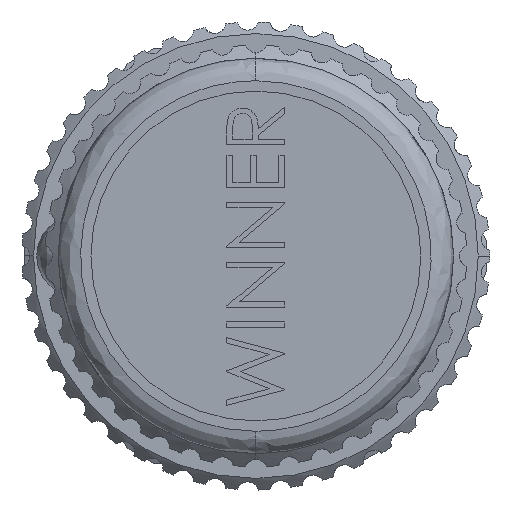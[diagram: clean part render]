
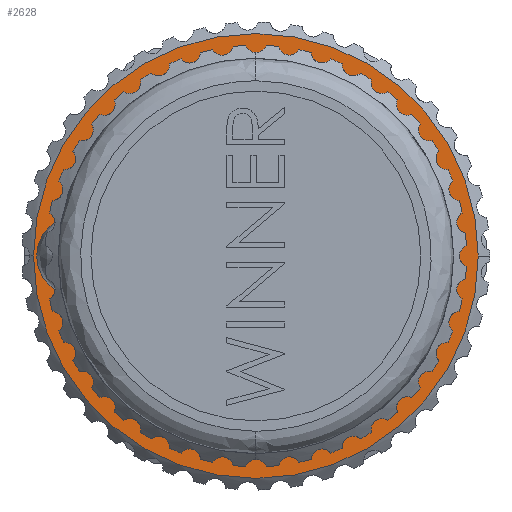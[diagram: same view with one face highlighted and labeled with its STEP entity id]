
A CAD part, left-side view. The second image highlights one B-rep face of the part: STEP entity #2628.
In plain terms, the highlighted planar face has unit normal (-1, 0, 0).
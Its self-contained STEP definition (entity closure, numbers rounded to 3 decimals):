
#2628 = ADVANCED_FACE ( 'NONE', ( #32314, #32316 ), #15104, .T. ) ;
#5226 = EDGE_LOOP ( 'NONE', ( #24710, #24479 ) ) ;
#5258 = EDGE_LOOP ( 'NONE', ( #23929, #24512 ) ) ;
#6367 = VERTEX_POINT ( 'NONE', #19641 ) ;
#6368 = VERTEX_POINT ( 'NONE', #19642 ) ;
#10021 = EDGE_CURVE ( 'NONE', #40259, #39533, #38300, .T. ) ;
#10150 = EDGE_CURVE ( 'NONE', #6368, #6367, #38428, .T. ) ;
#10261 = EDGE_CURVE ( 'NONE', #39533, #40259, #38554, .T. ) ;
#10363 = EDGE_CURVE ( 'NONE', #6367, #6368, #38653, .T. ) ;
#11048 = CARTESIAN_POINT ( 'NONE',  ( -7.52, 0., 0. ) ) ;
#11049 = DIRECTION ( 'NONE',  ( 1., 0., 0. ) ) ;
#11050 = DIRECTION ( 'NONE',  ( 0., 1., 0. ) ) ;
#11621 = CARTESIAN_POINT ( 'NONE',  ( -7.52, 0., 0. ) ) ;
#11622 = DIRECTION ( 'NONE',  ( 1., 0., 0. ) ) ;
#11623 = DIRECTION ( 'NONE',  ( 0., -1., 0. ) ) ;
#15101 = CARTESIAN_POINT ( 'NONE',  ( -7.52, 0., 0. ) ) ;
#15104 = PLANE ( 'NONE',  #42023 ) ;
#15106 = DIRECTION ( 'NONE',  ( -1., 0., 0. ) ) ;
#15107 = DIRECTION ( 'NONE',  ( 0., -1., 0. ) ) ;
#19641 = CARTESIAN_POINT ( 'NONE',  ( -7.52, -8.56, 0. ) ) ;
#19642 = CARTESIAN_POINT ( 'NONE',  ( -7.52, 8.56, 0. ) ) ;
#20527 = CARTESIAN_POINT ( 'NONE',  ( -7.52, 0., 0. ) ) ;
#20528 = DIRECTION ( 'NONE',  ( 1., 0., 0. ) ) ;
#20529 = DIRECTION ( 'NONE',  ( 0., 1., 0. ) ) ;
#21301 = CARTESIAN_POINT ( 'NONE',  ( -7.52, 0., 0. ) ) ;
#21302 = DIRECTION ( 'NONE',  ( 1., 0., 0. ) ) ;
#21303 = DIRECTION ( 'NONE',  ( 0., -1., 0. ) ) ;
#23929 = ORIENTED_EDGE ( 'NONE', *, *, #10363, .T. ) ;
#24479 = ORIENTED_EDGE ( 'NONE', *, *, #10261, .F. ) ;
#24512 = ORIENTED_EDGE ( 'NONE', *, *, #10150, .T. ) ;
#24710 = ORIENTED_EDGE ( 'NONE', *, *, #10021, .F. ) ;
#32314 = FACE_OUTER_BOUND ( 'NONE', #5226, .T. ) ;
#32316 = FACE_BOUND ( 'NONE', #5258, .T. ) ;
#37791 = CARTESIAN_POINT ( 'NONE',  ( -7.52, -15.3, 0. ) ) ;
#37979 = CARTESIAN_POINT ( 'NONE',  ( -7.52, 15.3, 0. ) ) ;
#38300 = CIRCLE ( 'NONE', #41117, 15.3 ) ;
#38428 = CIRCLE ( 'NONE', #41011, 8.56 ) ;
#38554 = CIRCLE ( 'NONE', #40913, 15.3 ) ;
#38653 = CIRCLE ( 'NONE', #40852, 8.56 ) ;
#39533 = VERTEX_POINT ( 'NONE', #37791 ) ;
#40259 = VERTEX_POINT ( 'NONE', #37979 ) ;
#40852 = AXIS2_PLACEMENT_3D ( 'NONE', #11621, #11622, #11623 ) ;
#40913 = AXIS2_PLACEMENT_3D ( 'NONE', #11048, #11049, #11050 ) ;
#41011 = AXIS2_PLACEMENT_3D ( 'NONE', #21301, #21302, #21303 ) ;
#41117 = AXIS2_PLACEMENT_3D ( 'NONE', #20527, #20528, #20529 ) ;
#42023 = AXIS2_PLACEMENT_3D ( 'NONE', #15101, #15106, #15107 ) ;
